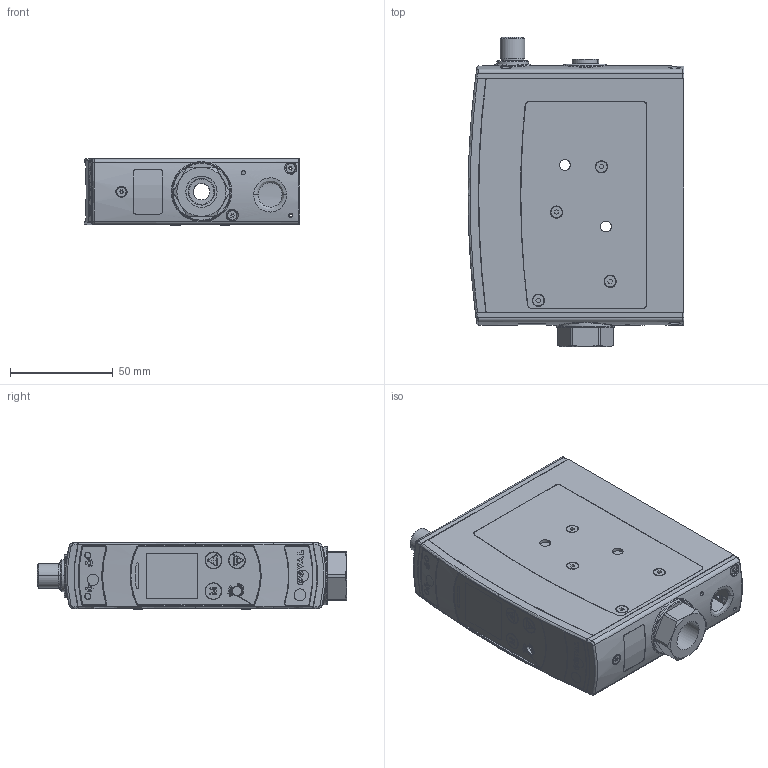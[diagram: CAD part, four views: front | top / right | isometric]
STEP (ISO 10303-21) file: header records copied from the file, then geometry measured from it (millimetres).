
FILE_DESCRIPTION(('STEP AP214'),'1');
FILE_NAME('COVAL_LEMAX90X25VC15PG1F.stp','2017-12-27T15:37:35',('TraceParts'),('TraceParts S.A.'),'Spatial InterOp 3D',' ',' ');
FILE_SCHEMA(('automotive_design'));
Length unit declared in the file: millimetre
Products named in the file (35): COVAL_LEMAX90X25VC15PG1F_1; COVAL_LEMAX90X25VC15PG1F_2; COVAL_LEMAX90X25VC15PG1F_3; COVAL_LEMAX90X25VC15PG1F_4; COVAL_LEMAX90X25VC15PG1F_5; COVAL_LEMAX90X25VC15PG1F_6; COVAL_LEMAX90X25VC15PG1F_7; COVAL_LEMAX90X25VC15PG1F_8; COVAL_LEMAX90X25VC15PG1F_9; COVAL_LEMAX90X25VC15PG1F_10; COVAL_LEMAX90X25VC15PG1F_11; COVAL_LEMAX90X25VC15PG1F_12; COVAL_LEMAX90X25VC15PG1F_13; COVAL_LEMAX90X25VC15PG1F_14; COVAL_LEMAX90X25VC15PG1F_15; COVAL_LEMAX90X25VC15PG1F_16; COVAL_LEMAX90X25VC15PG1F_17; COVAL_LEMAX90X25VC15PG1F_18; COVAL_LEMAX90X25VC15PG1F_19; COVAL_LEMAX90X25VC15PG1F_20; COVAL_LEMAX90X25VC15PG1F_21; COVAL_LEMAX90X25VC15PG1F_22; COVAL_LEMAX90X25VC15PG1F_23; COVAL_LEMAX90X25VC15PG1F_24; COVAL_LEMAX90X25VC15PG1F_25; COVAL_LEMAX90X25VC15PG1F_26; COVAL_LEMAX90X25VC15PG1F_27; COVAL_LEMAX90X25VC15PG1F_28; COVAL_LEMAX90X25VC15PG1F_29; COVAL_LEMAX90X25VC15PG1F_30; COVAL_LEMAX90X25VC15PG1F_31; COVAL_LEMAX90X25VC15PG1F_32; COVAL_LEMAX90X25VC15PG1F_33; COVAL_LEMAX90X25VC15PG1F_34; COVAL_LEMAX90X25VC15PG1F_35
Bounding box: 105.2 x 150.71 x 32.25 mm (x, y, z)
Volume: 64096.5 mm3; surface area: 93356.5 mm2
Topology: 35 solids, 36 shells, 1430 faces, 3788 edges, 2505 vertices
Faces by surface type: cylinder 601, plane 544, cone 113, bspline 106, torus 66
Entity records: 60934 total; most frequent: CARTESIAN_POINT 25496, ORIENTED_EDGE 7576, DIRECTION 6925, EDGE_CURVE 3788, AXIS2_PLACEMENT_3D 2556, VERTEX_POINT 2505, LINE 1813, VECTOR 1813
